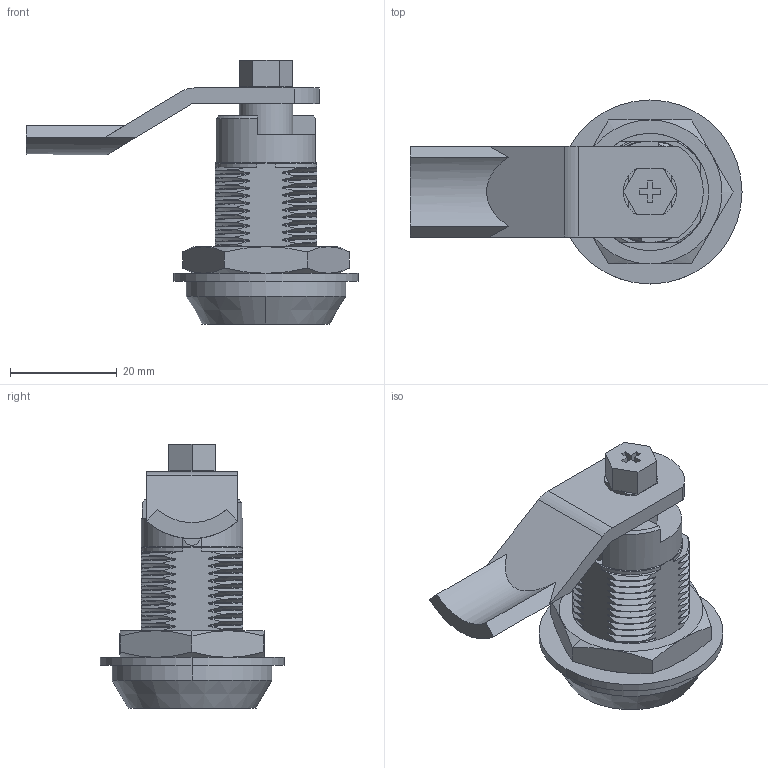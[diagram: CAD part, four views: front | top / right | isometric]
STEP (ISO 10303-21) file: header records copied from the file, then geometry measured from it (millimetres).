
FILE_DESCRIPTION (( 'STEP AP214' ), '1' );
FILE_NAME ('C2 KC-101H.STEP', '2016-12-07T06:37:28', ( '' ), ( '' ), 'SwSTEP 2.0', 'SolidWorks 2011', '' );
FILE_SCHEMA (( 'AUTOMOTIVE_DESIGN' ));
Length unit declared in the file: millimetre
Products named in the file (1): C2 KC-101H
Bounding box: 62.25 x 34.5 x 49.5 mm (x, y, z)
Volume: 18659.3 mm3; surface area: 11238.2 mm2
Topology: 2 solids, 3 shells, 418 faces, 1198 edges, 781 vertices
Faces by surface type: cylinder 164, bspline 130, plane 101, cone 23
Entity records: 53726 total; most frequent: CARTESIAN_POINT 40010, ORIENTED_EDGE 2396, EDGE_CURVE 1198, DIRECTION 1103, B_SPLINE_CURVE_WITH_KNOTS 810, VERTEX_POINT 781, EDGE_LOOP 443, AXIS2_PLACEMENT_3D 430
